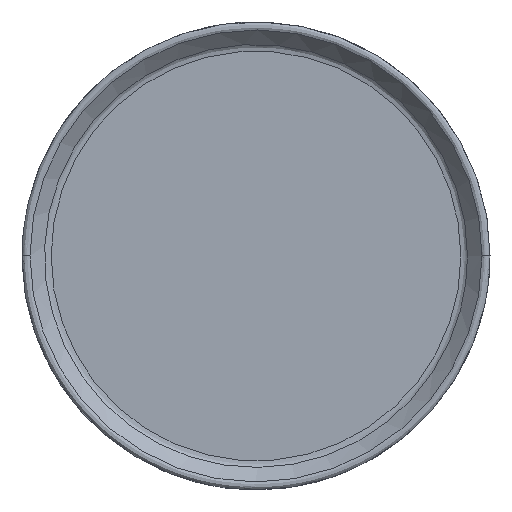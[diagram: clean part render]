
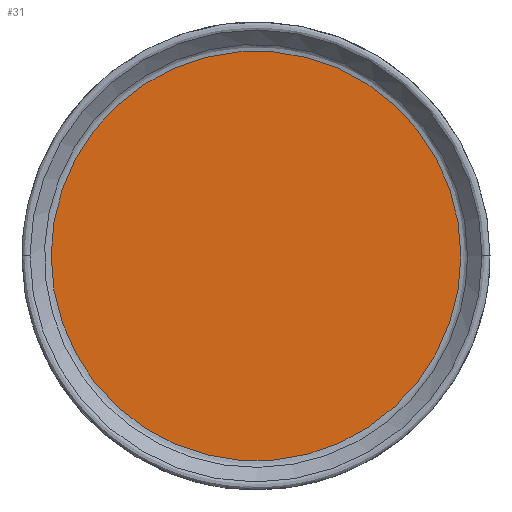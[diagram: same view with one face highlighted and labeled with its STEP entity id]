
A CAD part, top view. The second image highlights one B-rep face of the part: STEP entity #31.
In plain terms, the highlighted planar face has unit normal (0, 0, 1).
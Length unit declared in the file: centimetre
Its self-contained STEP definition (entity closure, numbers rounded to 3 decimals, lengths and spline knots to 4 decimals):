
#31=ADVANCED_FACE('',(#55),#286,.T.);
#55=FACE_OUTER_BOUND('',#79,.T.);
#79=EDGE_LOOP('',(#110));
#110=ORIENTED_EDGE('',*,*,#182,.T.);
#182=EDGE_CURVE('',#254,#254,#228,.T.);
#228=(
BOUNDED_CURVE()
B_SPLINE_CURVE(3,(#1541,#1542,#1543,#1544,#1545,#1546,#1547,#1548,#1549,
#1550,#1551,#1552,#1553,#1554,#1555,#1556,#1557,#1558,#1559,#1560,#1561,
#1562,#1563,#1564,#1565,#1566,#1567,#1568,#1569,#1570,#1571,#1572,#1573,
#1574,#1575,#1576,#1577,#1578,#1579,#1580,#1581,#1582,#1583,#1584,#1585,
#1586,#1587,#1588,#1589,#1590,#1591,#1592,#1593,#1594,#1595,#1596,#1597,
#1598,#1599,#1600,#1601,#1602,#1603,#1604,#1605),.UNSPECIFIED.,.T.,.F.)
B_SPLINE_CURVE_WITH_KNOTS((4,1,1,1,1,1,1,1,1,1,1,1,1,1,1,1,1,1,1,1,1,1,
1,1,1,1,1,1,1,1,1,1,1,1,1,1,1,1,1,1,1,1,1,1,1,1,1,1,1,1,1,1,1,1,1,1,1,1,
1,1,1,1,4),(0.,17.2877,33.5355,51.0066,68.4988,
85.953,103.3145,120.5325,137.5576,154.3429,
187.0266,218.5083,235.6047,258.9778,283.2822,
308.3404,334.0172,360.1553,386.5805,399.8359,
413.1064,426.3586,439.5399,465.6957,491.3993,
516.4927,528.8147,540.841,552.72,564.3797,
587.4424,611.1317,635.6607,660.9148,686.7894,
713.0615,739.5554,766.0763,792.4378,818.4537,
843.9565,868.7969,892.8482,916.1633,939.3732,
951.2516,963.367,988.1627,1013.6325,1039.6343,
1065.9967,1092.5363,1119.0354,1145.3022,1171.1606,
1196.4453,1221.0186,1244.7655,1261.4212,1290.6491,
1323.9638,1357.4553,1375.124),.UNSPECIFIED.)
CURVE()
GEOMETRIC_REPRESENTATION_ITEM()
RATIONAL_B_SPLINE_CURVE((1.,1.,1.,1.,1.,1.,1.,1.,1.,
1.,1.,1.,1.,1.,1.,1.,1.,1.,
1.,1.,1.,1.,1.,1.,1.,1.,1.,1.,1.,1.,1.,1.,1.,
1.,1.,1.,1.,1.,1.,1.,1.,1.,
1.,1.,1.,1.,1.,1.,1.,1.,1.,
1.,1.,1.,1.,1.,1.,1.,1.,1.,
1.,1.,1.,1.,1.))
REPRESENTATION_ITEM('')
);
#254=VERTEX_POINT('',#1441);
#286=PLANE('',#341);
#341=AXIS2_PLACEMENT_3D('',#408,#361,$);
#361=DIRECTION('',(0.,0.,1.));
#408=CARTESIAN_POINT('',(-2.901,36.0344,48.));
#1441=CARTESIAN_POINT('',(28.668,-0.1039,48.));
#1541=CARTESIAN_POINT('',(28.668,-0.1039,48.));
#1542=CARTESIAN_POINT('',(28.668,0.4724,48.));
#1543=CARTESIAN_POINT('',(28.6238,1.5902,48.));
#1544=CARTESIAN_POINT('',(28.4267,3.2802,48.));
#1545=CARTESIAN_POINT('',(28.0988,4.9568,48.));
#1546=CARTESIAN_POINT('',(27.6273,6.6407,48.));
#1547=CARTESIAN_POINT('',(27.0242,8.2781,48.));
#1548=CARTESIAN_POINT('',(26.2968,9.8542,48.));
#1549=CARTESIAN_POINT('',(25.4544,11.3555,48.));
#1550=CARTESIAN_POINT('',(24.5078,12.7702,48.));
#1551=CARTESIAN_POINT('',(23.1359,14.5132,48.));
#1552=CARTESIAN_POINT('',(21.2331,16.4371,48.));
#1553=CARTESIAN_POINT('',(19.0618,18.0683,48.));
#1554=CARTESIAN_POINT('',(16.995,19.2885,48.));
#1555=CARTESIAN_POINT('',(15.0395,20.2112,48.));
#1556=CARTESIAN_POINT('',(12.7438,21.0025,48.));
#1557=CARTESIAN_POINT('',(10.2983,21.5473,48.));
#1558=CARTESIAN_POINT('',(7.7452,21.8119,48.));
#1559=CARTESIAN_POINT('',(5.1328,21.7725,48.));
#1560=CARTESIAN_POINT('',(2.9549,21.4762,48.));
#1561=CARTESIAN_POINT('',(1.2339,21.0808,48.));
#1562=CARTESIAN_POINT('',(-0.0386,20.706,48.));
#1563=CARTESIAN_POINT('',(-1.2837,20.2557,48.));
#1564=CARTESIAN_POINT('',(-2.894,19.5608,48.));
#1565=CARTESIAN_POINT('',(-4.8028,18.5247,48.));
#1566=CARTESIAN_POINT('',(-6.9004,17.0405,48.));
#1567=CARTESIAN_POINT('',(-8.4682,15.6323,48.));
#1568=CARTESIAN_POINT('',(-9.5962,14.4299,48.));
#1569=CARTESIAN_POINT('',(-10.3725,13.5043,48.));
#1570=CARTESIAN_POINT('',(-11.0838,12.5553,48.));
#1571=CARTESIAN_POINT('',(-11.9477,11.2637,48.));
#1572=CARTESIAN_POINT('',(-12.8998,9.5622,48.));
#1573=CARTESIAN_POINT('',(-13.8337,7.3736,48.));
#1574=CARTESIAN_POINT('',(-14.5426,5.0253,48.));
#1575=CARTESIAN_POINT('',(-14.9935,2.5398,48.));
#1576=CARTESIAN_POINT('',(-15.1553,-0.0397,48.));
#1577=CARTESIAN_POINT('',(-15.0071,-2.6616,48.));
#1578=CARTESIAN_POINT('',(-14.5407,-5.2679,48.));
#1579=CARTESIAN_POINT('',(-13.7621,-7.8017,48.));
#1580=CARTESIAN_POINT('',(-12.6902,-10.2085,48.));
#1581=CARTESIAN_POINT('',(-11.3562,-12.4409,48.));
#1582=CARTESIAN_POINT('',(-9.8004,-14.4608,48.));
#1583=CARTESIAN_POINT('',(-8.0689,-16.2417,48.));
#1584=CARTESIAN_POINT('',(-6.2064,-17.7719,48.));
#1585=CARTESIAN_POINT('',(-4.2352,-19.0621,48.));
#1586=CARTESIAN_POINT('',(-2.4999,-19.9506,48.));
#1587=CARTESIAN_POINT('',(-1.0459,-20.5535,48.));
#1588=CARTESIAN_POINT('',(0.4888,-21.0934,48.));
#1589=CARTESIAN_POINT('',(2.5047,-21.6167,48.));
#1590=CARTESIAN_POINT('',(5.0267,-21.9698,48.));
#1591=CARTESIAN_POINT('',(7.6251,-22.0257,48.));
#1592=CARTESIAN_POINT('',(10.2473,-21.7676,48.));
#1593=CARTESIAN_POINT('',(12.8356,-21.1916,48.));
#1594=CARTESIAN_POINT('',(15.3322,-20.3081,48.));
#1595=CARTESIAN_POINT('',(17.684,-19.1409,48.));
#1596=CARTESIAN_POINT('',(19.8465,-17.7248,48.));
#1597=CARTESIAN_POINT('',(21.7856,-16.1027,48.));
#1598=CARTESIAN_POINT('',(23.479,-14.322,48.));
#1599=CARTESIAN_POINT('',(24.7915,-12.5951,48.));
#1600=CARTESIAN_POINT('',(26.0205,-10.6242,48.));
#1601=CARTESIAN_POINT('',(27.1779,-8.2449,48.));
#1602=CARTESIAN_POINT('',(28.1569,-5.1874,48.));
#1603=CARTESIAN_POINT('',(28.5992,-2.3982,48.));
#1604=CARTESIAN_POINT('',(28.668,-0.6928,48.));
#1605=CARTESIAN_POINT('',(28.668,-0.1039,48.));
